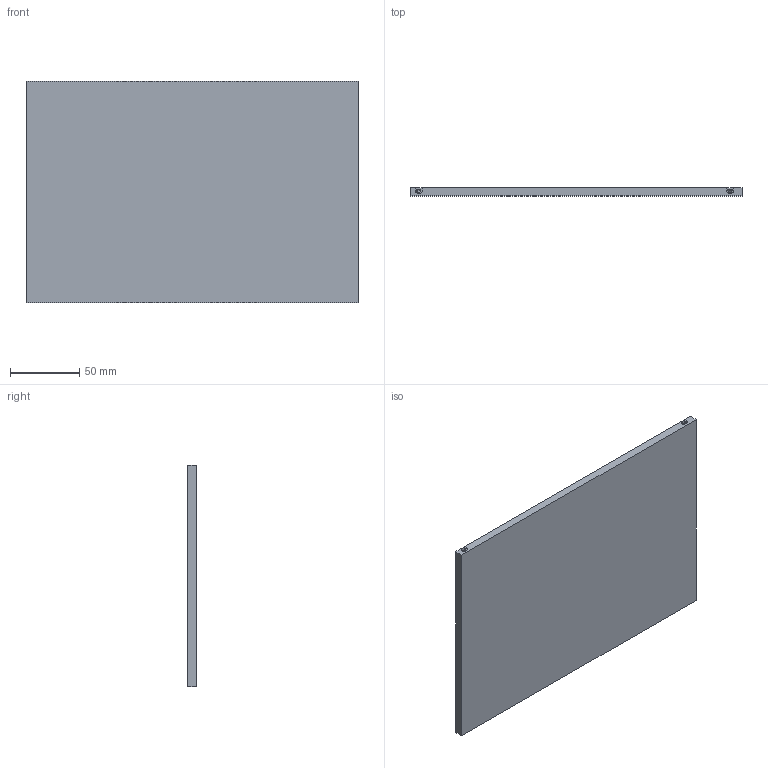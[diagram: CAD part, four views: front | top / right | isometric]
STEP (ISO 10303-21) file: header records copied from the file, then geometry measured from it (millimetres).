
FILE_DESCRIPTION (( 'STEP AP214' ), '1' );
FILE_NAME ('seriesColdPlateStep.STEP', '2024-08-17T18:20:28', ( '' ), ( '' ), 'SwSTEP 2.0', 'SolidWorks 2024', '' );
FILE_SCHEMA (( 'AUTOMOTIVE_DESIGN' ));
Length unit declared in the file: inch
Products named in the file (1): seriesColdPlateStep
Bounding box: 240 x 6 x 160 mm (x, y, z)
Volume: 220161 mm3; surface area: 135410.5 mm2
Topology: 2 solids, 2 shells, 299 faces, 651 edges, 356 vertices
Faces by surface type: cylinder 138, plane 107, torus 54
Entity records: 8018 total; most frequent: DIRECTION 1554, CARTESIAN_POINT 1307, ORIENTED_EDGE 1302, EDGE_CURVE 651, AXIS2_PLACEMENT_3D 603, VERTEX_POINT 356, VECTOR 348, LINE 348
